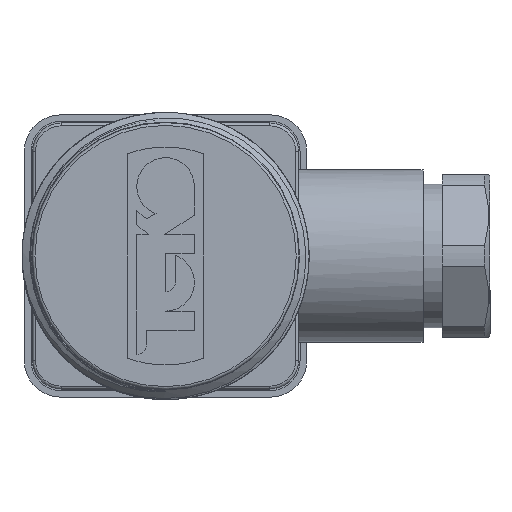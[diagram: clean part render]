
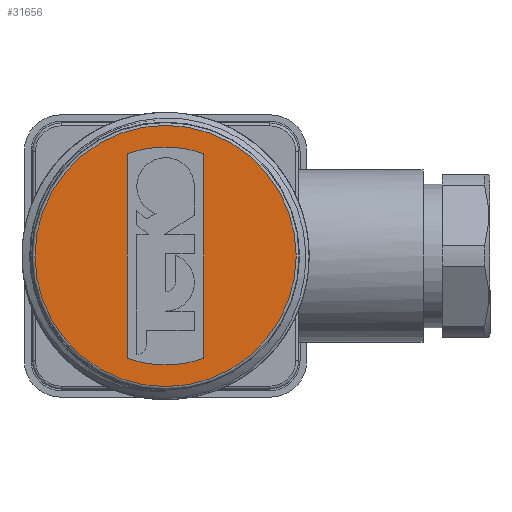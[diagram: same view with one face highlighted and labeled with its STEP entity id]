
A CAD part, left-side view. The second image highlights one B-rep face of the part: STEP entity #31656.
In plain terms, the highlighted planar face has unit normal (-1, 0, 0).
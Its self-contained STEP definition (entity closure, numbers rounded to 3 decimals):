
#31656=ADVANCED_FACE('',(#31865,#31867),#31869,.T.);
#31865=FACE_BOUND('',#31866,.T.);
#31866=EDGE_LOOP('',(#32087,#32088,#32089,#32090));
#31867=FACE_OUTER_BOUND('',#31868,.T.);
#31868=EDGE_LOOP('',(#32091));
#31869=PLANE('',#31870);
#31870=AXIS2_PLACEMENT_3D('',#31871,#31872,#31873);
#31871=CARTESIAN_POINT('',(-0.5,0.,0.));
#31872=DIRECTION('',(-1.,-0.,-0.));
#31873=DIRECTION('',(0.,1.,0.));
#32087=ORIENTED_EDGE('',*,*,#32188,.T.);
#32088=ORIENTED_EDGE('',*,*,#32195,.T.);
#32089=ORIENTED_EDGE('',*,*,#32193,.T.);
#32090=ORIENTED_EDGE('',*,*,#32191,.T.);
#32091=ORIENTED_EDGE('',*,*,#32196,.F.);
#32188=EDGE_CURVE('',#32324,#32325,#32326,.F.);
#32191=EDGE_CURVE('',#32329,#32324,#32330,.F.);
#32193=EDGE_CURVE('',#32332,#32329,#32333,.F.);
#32195=EDGE_CURVE('',#32325,#32332,#32335,.F.);
#32196=EDGE_CURVE('',#32336,#32336,#32337,.T.);
#32324=VERTEX_POINT('',#32617);
#32325=VERTEX_POINT('',#32618);
#32326=CIRCLE('',#32619,11.4);
#32329=VERTEX_POINT('',#32629);
#32330=LINE('',#32630,#32631);
#32332=VERTEX_POINT('',#32636);
#32333=CIRCLE('',#32637,11.4);
#32335=LINE('',#32644,#32645);
#32336=VERTEX_POINT('',#32647);
#32337=CIRCLE('',#32648,13.65);
#32617=CARTESIAN_POINT('',(-0.5,-4.,-10.675));
#32618=CARTESIAN_POINT('',(-0.5,4.,-10.675));
#32619=AXIS2_PLACEMENT_3D('',#32620,#32621,#32622);
#32620=CARTESIAN_POINT('',(-0.5,0.,0.));
#32621=DIRECTION('',(-1.,0.,-0.));
#32622=DIRECTION('',(0.,0.351,-0.936));
#32629=CARTESIAN_POINT('',(-0.5,-4.,10.675));
#32630=CARTESIAN_POINT('',(-0.5,-4.,-10.675));
#32631=VECTOR('',#32632,1.);
#32632=DIRECTION('',(0.,0.,1.));
#32636=CARTESIAN_POINT('',(-0.5,4.,10.675));
#32637=AXIS2_PLACEMENT_3D('',#32638,#32639,#32640);
#32638=CARTESIAN_POINT('',(-0.5,0.,0.));
#32639=DIRECTION('',(-1.,0.,0.));
#32640=DIRECTION('',(0.,-0.351,0.936));
#32644=CARTESIAN_POINT('',(-0.5,4.,10.675));
#32645=VECTOR('',#32646,1.);
#32646=DIRECTION('',(0.,0.,-1.));
#32647=CARTESIAN_POINT('',(-0.5,13.65,0.));
#32648=AXIS2_PLACEMENT_3D('',#32649,#32650,#32651);
#32649=CARTESIAN_POINT('',(-0.5,0.,0.));
#32650=DIRECTION('',(1.,0.,0.));
#32651=DIRECTION('',(0.,1.,0.));
